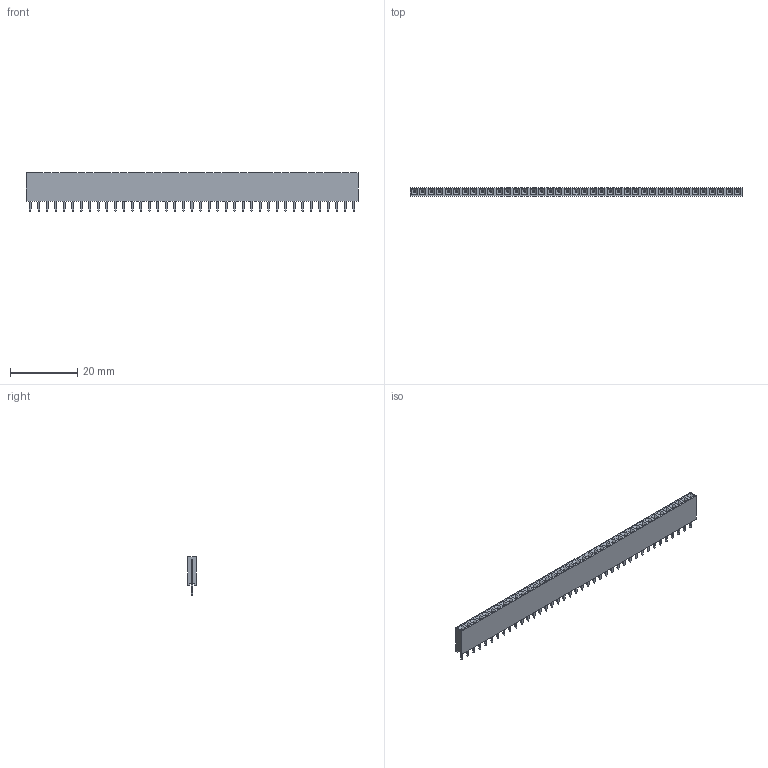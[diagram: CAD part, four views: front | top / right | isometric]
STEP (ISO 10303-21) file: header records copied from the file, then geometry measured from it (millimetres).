
FILE_DESCRIPTION(('STEP AP214'), '1');
FILE_NAME('PBS', '', ('UNSPECIFIED'), ('UNSPECIFIED'), 'ASCON STEP Converter 1.6', 'ASCON Math Kernel', '');
FILE_SCHEMA(('AUTOMOTIVE_DESIGN { 1 0 10303 214 3 1 1}'));
Length unit declared in the file: millimetre
Bounding box: 99.06 x 2.54 x 11.5 mm (x, y, z)
Volume: 1907.3 mm3; surface area: 4028.9 mm2
Topology: 1 solids, 1 shells, 2116 faces, 5796 edges, 3604 vertices
Faces by surface type: plane 1843, cylinder 273
Entity records: 82542 total; most frequent: ORIENTED_EDGE 11592, CARTESIAN_POINT 11517, DIRECTION 10732, EDGE_CURVE 5796, LINE 5094, VECTOR 5094, VERTEX_POINT 3604, AXIS2_PLACEMENT_3D 2819
